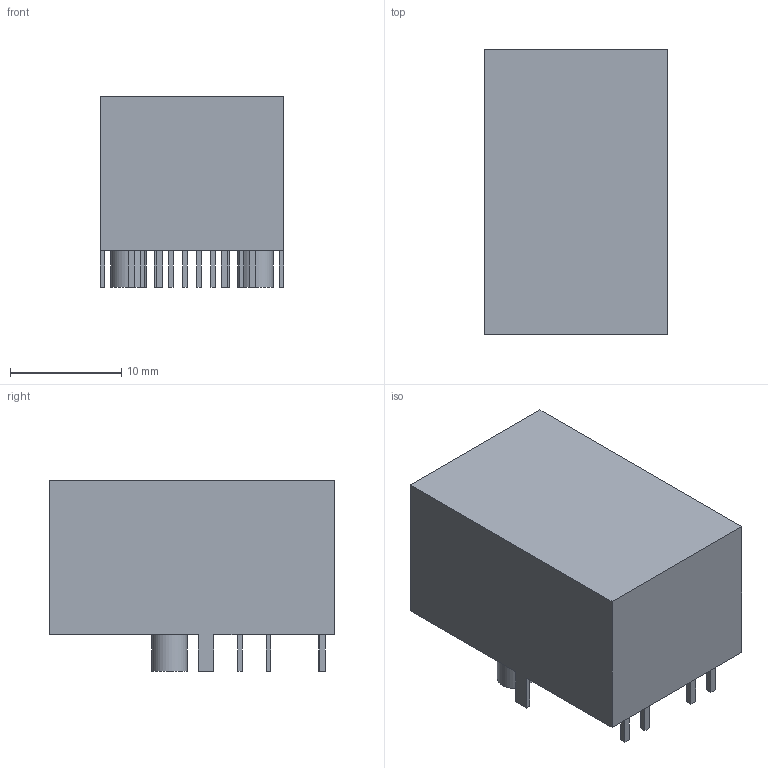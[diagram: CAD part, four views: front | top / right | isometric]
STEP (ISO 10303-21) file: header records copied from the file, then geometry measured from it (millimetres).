
FILE_DESCRIPTION(/* description */ (''),/* implementation_level */ '2;1');
FILE_NAME(/* name */ '5f012a57232bca14783be0ea',/* time_stamp */ '2020-07-05T01:18:15+00:00',/* author */ (''),/* organization */ (''),/* preprocessor_version */ 'ST-DEVELOPER v16.7',/* originating_system */ $,/* authorisation */ $);
FILE_SCHEMA (('AUTOMOTIVE_DESIGN {1 0 10303 214 3 1 1}'));
Length unit declared in the file: metre
Products named in the file (1): Part 1
Bounding box: 16.5 x 25.65 x 17.15 mm (x, y, z)
Volume: 4761.5 mm3; surface area: 2683.8 mm2
Topology: 1 solids, 1 shells, 97 faces, 234 edges, 156 vertices
Faces by surface type: plane 95, cylinder 2
Full cylindrical faces by diameter (mm): 3.2 x2
Entity records: 2792 total; most frequent: CARTESIAN_POINT 486, ORIENTED_EDGE 464, DIRECTION 432, EDGE_CURVE 232, LINE 228, VECTOR 228, VERTEX_POINT 156, EDGE_LOOP 116
